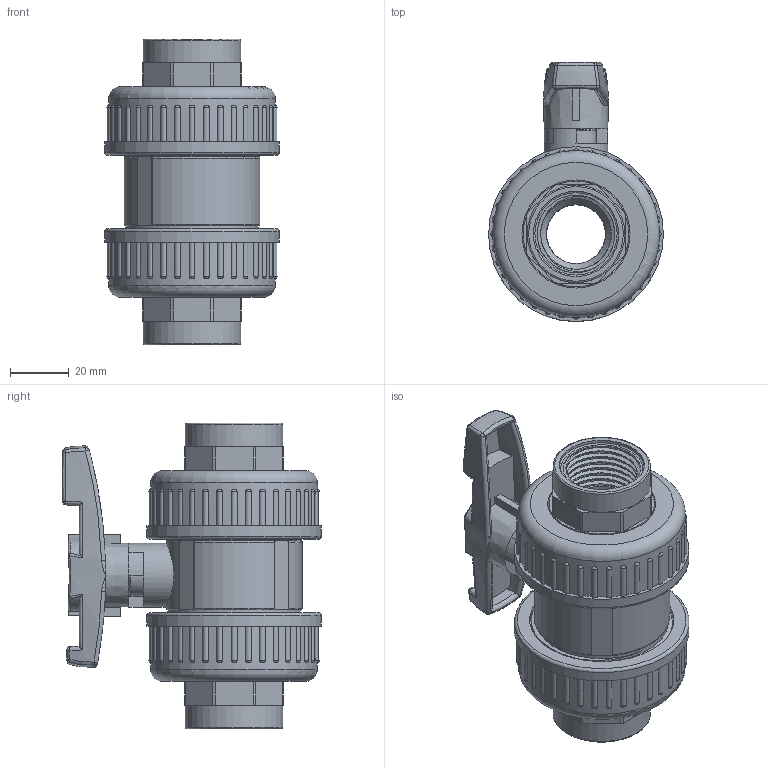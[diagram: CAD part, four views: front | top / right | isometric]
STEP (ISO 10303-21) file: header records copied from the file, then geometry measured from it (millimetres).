
FILE_DESCRIPTION(/* description */ (''),/* implementation_level */ '2;1');
FILE_NAME(/* name */ '25双由令球阀(内螺).stp',/* time_stamp */ '2024-11-12T13:44:22+08:00',/* author */ (''),/* organization */ (''),/* preprocessor_version */ 'ST-DEVELOPER v16',/* originating_system */ 'SIEMENS PLM Software NX 10.0',/* authorisation */ '');
FILE_SCHEMA (('AUTOMOTIVE_DESIGN { 1 0 10303 214 3 1 1 1 }'));
Length unit declared in the file: millimetre
Products named in the file (1): gelv0FB4C17Ct9jf
Bounding box: 59.5 x 88.17 x 104.1 mm (x, y, z)
Volume: 117655.3 mm3; surface area: 91170.6 mm2
Topology: 15 solids, 16 shells, 964 faces, 2509 edges, 1632 vertices
Faces by surface type: plane 375, cylinder 244, bspline 138, extrusion 129, torus 52, sphere 17, cone 9
Full cylindrical faces by diameter (mm): 1.721 x1, 2.295 x1, 9.7 x4, 14 x3, 14.4 x1, 15.3 x2, 17.1 x1, 20 x3, 20.2 x2, 20.3 x1, 20.5 x1, 21.7 x1, 23.9 x2, 24.2 x10, 24.4 x1, 24.5 x2, 26.441 x14, 28.5 x4, 29 x2, 31 x2, 31.5 x2, 33 x2, 33.2 x2, 33.7 x1, 36 x2, 36.8 x2, 38.4 x1, 40.6 x1, 43.3 x2, 45.2 x9
Entity records: 42221 total; most frequent: CARTESIAN_POINT 21487, ORIENTED_EDGE 4418, DIRECTION 3702, EDGE_CURVE 2209, VERTEX_POINT 1504, AXIS2_PLACEMENT_3D 1308, EDGE_LOOP 1135, VECTOR 1086
